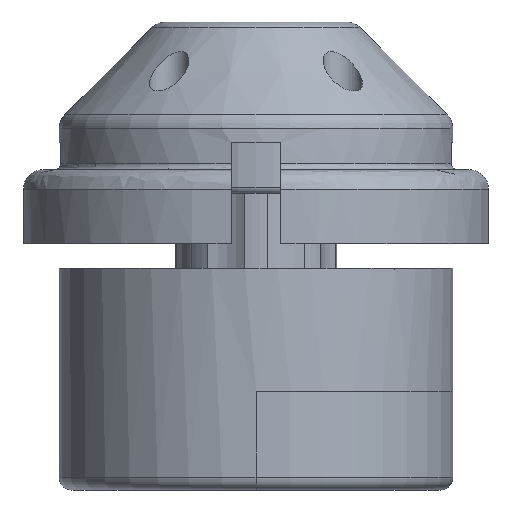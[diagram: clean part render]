
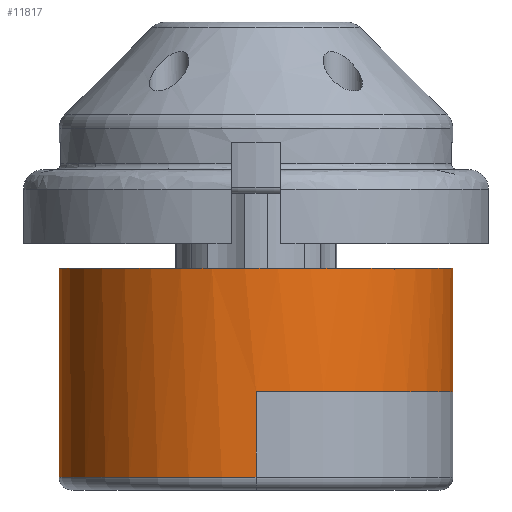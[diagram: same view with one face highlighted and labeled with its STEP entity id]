
A CAD part, front view. The second image highlights one B-rep face of the part: STEP entity #11817.
In plain terms, the highlighted cylindrical face has radius 12.7 mm (diameter 25.4 mm), a partial arc.
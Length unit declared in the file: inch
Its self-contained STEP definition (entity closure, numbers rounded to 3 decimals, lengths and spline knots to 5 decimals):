
#174 = ORIENTED_EDGE ( 'NONE', *, *, #24657, .T. ) ;
#449 = DIRECTION ( 'NONE',  ( -1., 0., 0. ) ) ;
#671 = DIRECTION ( 'NONE',  ( -1., 0., 0. ) ) ;
#891 = CARTESIAN_POINT ( 'NONE',  ( 0., 0., -0.125 ) ) ;
#892 = VERTEX_POINT ( 'NONE', #25673 ) ;
#1176 = ORIENTED_EDGE ( 'NONE', *, *, #6271, .T. ) ;
#1470 = DIRECTION ( 'NONE',  ( 0., 0., -1. ) ) ;
#2645 = EDGE_CURVE ( 'NONE', #13075, #892, #9974, .T. ) ;
#2757 = DIRECTION ( 'NONE',  ( 0., 0., -1. ) ) ;
#3093 = VERTEX_POINT ( 'NONE', #19651 ) ;
#3142 = VECTOR ( 'NONE', #23637, 39.37008 ) ;
#3466 = CARTESIAN_POINT ( 'NONE',  ( 0., -0.5, -0.125 ) ) ;
#3712 = EDGE_CURVE ( 'NONE', #19338, #3093, #25043, .T. ) ;
#4385 = CIRCLE ( 'NONE', #16657, 0.5 ) ;
#4448 = ORIENTED_EDGE ( 'NONE', *, *, #19510, .T. ) ;
#4626 = VECTOR ( 'NONE', #2757, 39.37008 ) ;
#4845 = DIRECTION ( 'NONE',  ( 0., 0., -1. ) ) ;
#5579 = EDGE_CURVE ( 'NONE', #892, #14321, #11620, .T. ) ;
#5596 = CARTESIAN_POINT ( 'NONE',  ( 0., 0.5, -0.125 ) ) ;
#6271 = EDGE_CURVE ( 'NONE', #11505, #18903, #10034, .T. ) ;
#6348 = CARTESIAN_POINT ( 'NONE',  ( 0., 0., -0.3425 ) ) ;
#7971 = DIRECTION ( 'NONE',  ( -1., 0., 0. ) ) ;
#8925 = DIRECTION ( 'NONE',  ( 0., 0., 1. ) ) ;
#9049 = CARTESIAN_POINT ( 'NONE',  ( -0.5, 0., -0.125 ) ) ;
#9278 = CARTESIAN_POINT ( 'NONE',  ( 0., 0., 0.1875 ) ) ;
#9828 = VECTOR ( 'NONE', #8925, 39.37008 ) ;
#9974 = LINE ( 'NONE', #3466, #17079 ) ;
#10034 = LINE ( 'NONE', #5596, #3142 ) ;
#10042 = CARTESIAN_POINT ( 'NONE',  ( 0., 0., -0.125 ) ) ;
#10565 = ORIENTED_EDGE ( 'NONE', *, *, #26984, .T. ) ;
#11012 = VERTEX_POINT ( 'NONE', #9049 ) ;
#11147 = CARTESIAN_POINT ( 'NONE',  ( 0.5, 0., 0.1875 ) ) ;
#11505 = VERTEX_POINT ( 'NONE', #21432 ) ;
#11620 = CIRCLE ( 'NONE', #26716, 0.5 ) ;
#11817 = ADVANCED_FACE ( 'NONE', ( #12265 ), #21290, .T. ) ;
#11907 = AXIS2_PLACEMENT_3D ( 'NONE', #10042, #1470, #7971 ) ;
#12265 = FACE_OUTER_BOUND ( 'NONE', #29214, .T. ) ;
#12788 = ORIENTED_EDGE ( 'NONE', *, *, #2645, .T. ) ;
#13075 = VERTEX_POINT ( 'NONE', #27122 ) ;
#13256 = AXIS2_PLACEMENT_3D ( 'NONE', #9278, #4845, #13865 ) ;
#13375 = LINE ( 'NONE', #16018, #9828 ) ;
#13865 = DIRECTION ( 'NONE',  ( -1., 0., 0. ) ) ;
#14321 = VERTEX_POINT ( 'NONE', #27382 ) ;
#14335 = AXIS2_PLACEMENT_3D ( 'NONE', #6348, #24385, #15800 ) ;
#14394 = EDGE_CURVE ( 'NONE', #28346, #11012, #21622, .T. ) ;
#14538 = DIRECTION ( 'NONE',  ( 0., 0., -1. ) ) ;
#14934 = CARTESIAN_POINT ( 'NONE',  ( 0., 0.5, -0.3425 ) ) ;
#15232 = CIRCLE ( 'NONE', #25613, 0.5 ) ;
#15800 = DIRECTION ( 'NONE',  ( -1., 0., 0. ) ) ;
#16018 = CARTESIAN_POINT ( 'NONE',  ( 0.5, 0., -0.125 ) ) ;
#16657 = AXIS2_PLACEMENT_3D ( 'NONE', #25623, #14538, #671 ) ;
#17079 = VECTOR ( 'NONE', #28007, 39.37008 ) ;
#18542 = CARTESIAN_POINT ( 'NONE',  ( -0.5, 0., 0.1875 ) ) ;
#18903 = VERTEX_POINT ( 'NONE', #14934 ) ;
#18971 = DIRECTION ( 'NONE',  ( 0., 0., -1. ) ) ;
#19338 = VERTEX_POINT ( 'NONE', #11147 ) ;
#19510 = EDGE_CURVE ( 'NONE', #14321, #19338, #13375, .T. ) ;
#19651 = CARTESIAN_POINT ( 'NONE',  ( 0.35355, -0.35355, 0.1875 ) ) ;
#20791 = CARTESIAN_POINT ( 'NONE',  ( -0.5, 0., -0.125 ) ) ;
#21131 = DIRECTION ( 'NONE',  ( 0., 0., 1. ) ) ;
#21290 = CYLINDRICAL_SURFACE ( 'NONE', #11907, 0.5 ) ;
#21432 = CARTESIAN_POINT ( 'NONE',  ( 0., 0.5, -0.125 ) ) ;
#21622 = LINE ( 'NONE', #20791, #4626 ) ;
#22904 = ORIENTED_EDGE ( 'NONE', *, *, #5579, .T. ) ;
#23637 = DIRECTION ( 'NONE',  ( 0., 0., -1. ) ) ;
#24385 = DIRECTION ( 'NONE',  ( 0., 0., 1. ) ) ;
#24601 = ORIENTED_EDGE ( 'NONE', *, *, #14394, .T. ) ;
#24657 = EDGE_CURVE ( 'NONE', #11012, #11505, #15232, .T. ) ;
#24691 = EDGE_CURVE ( 'NONE', #3093, #28346, #4385, .T. ) ;
#25035 = CARTESIAN_POINT ( 'NONE',  ( 0., 0., -0.125 ) ) ;
#25043 = CIRCLE ( 'NONE', #13256, 0.5 ) ;
#25613 = AXIS2_PLACEMENT_3D ( 'NONE', #25035, #18971, #27992 ) ;
#25623 = CARTESIAN_POINT ( 'NONE',  ( 0., 0., 0.1875 ) ) ;
#25673 = CARTESIAN_POINT ( 'NONE',  ( 0., -0.5, -0.125 ) ) ;
#26590 = ORIENTED_EDGE ( 'NONE', *, *, #24691, .T. ) ;
#26716 = AXIS2_PLACEMENT_3D ( 'NONE', #891, #21131, #449 ) ;
#26807 = ORIENTED_EDGE ( 'NONE', *, *, #3712, .T. ) ;
#26984 = EDGE_CURVE ( 'NONE', #18903, #13075, #27055, .T. ) ;
#27055 = CIRCLE ( 'NONE', #14335, 0.5 ) ;
#27122 = CARTESIAN_POINT ( 'NONE',  ( 0., -0.5, -0.3425 ) ) ;
#27382 = CARTESIAN_POINT ( 'NONE',  ( 0.5, 0., -0.125 ) ) ;
#27992 = DIRECTION ( 'NONE',  ( -1., 0., 0. ) ) ;
#28007 = DIRECTION ( 'NONE',  ( 0., 0., 1. ) ) ;
#28346 = VERTEX_POINT ( 'NONE', #18542 ) ;
#29214 = EDGE_LOOP ( 'NONE', ( #24601, #174, #1176, #10565, #12788, #22904, #4448, #26807, #26590 ) ) ;
